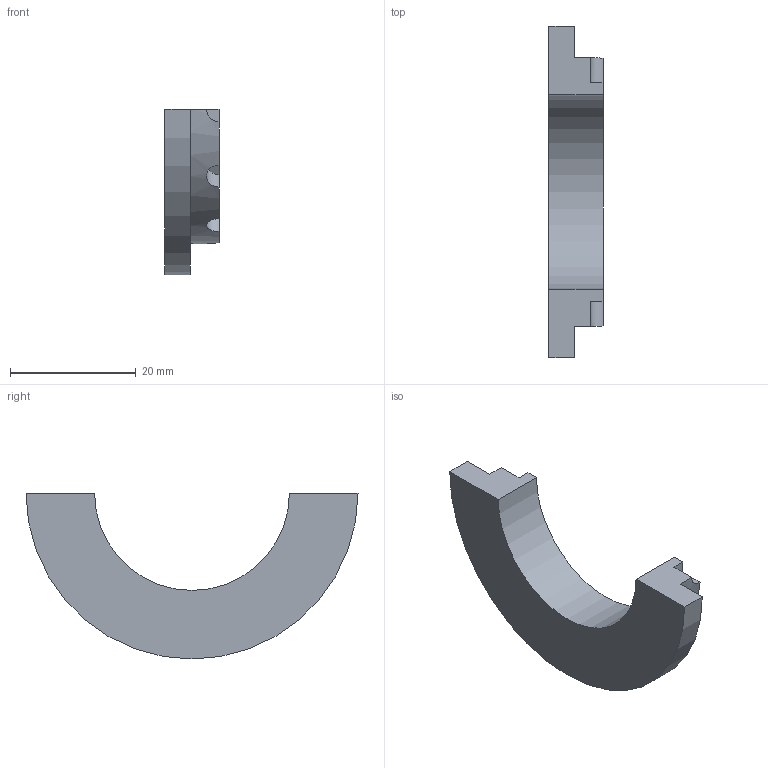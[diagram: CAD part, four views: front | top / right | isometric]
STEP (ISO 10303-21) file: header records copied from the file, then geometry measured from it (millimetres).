
FILE_DESCRIPTION(/* description */ (''),/* implementation_level */ '2;1');
FILE_NAME(/* name */ 'Retainer Ring pièce coupée.step',/* time_stamp */ '2021-05-12T22:16:05+01:00',/* author */ (''),/* organization */ (''),/* preprocessor_version */ 'ST-DEVELOPER v18.1',/* originating_system */ 'Autodesk Translation Framework v10.6.0.1341',/* authorisation */ '');
FILE_SCHEMA (('AUTOMOTIVE_DESIGN { 1 0 10303 214 3 1 1 }'));
Length unit declared in the file: millimetre
Products named in the file (1): (Non enregistré)
Bounding box: 8.6 x 52.8 x 26.4 mm (x, y, z)
Volume: 4292.8 mm3; surface area: 2673.8 mm2
Topology: 1 solids, 1 shells, 22 faces, 65 edges, 45 vertices
Faces by surface type: plane 12, cylinder 10
Entity records: 864 total; most frequent: CARTESIAN_POINT 241, ORIENTED_EDGE 130, DIRECTION 117, EDGE_CURVE 65, VERTEX_POINT 45, AXIS2_PLACEMENT_3D 41, LINE 35, VECTOR 35
